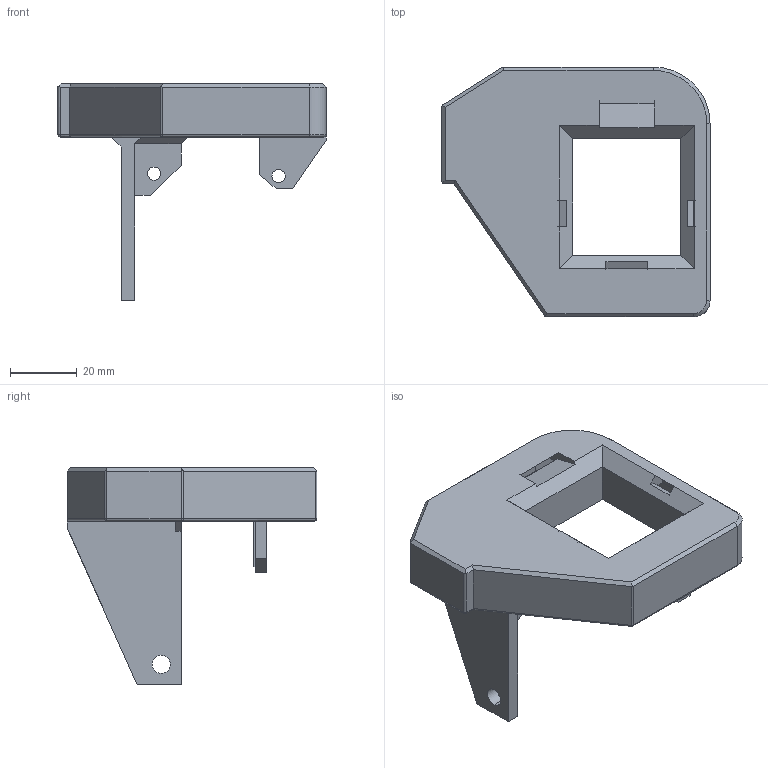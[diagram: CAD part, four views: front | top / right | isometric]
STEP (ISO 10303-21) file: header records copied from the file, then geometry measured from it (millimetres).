
FILE_DESCRIPTION (( 'STEP AP203' ), '1' );
FILE_NAME ('PP-GP0342 blower duct v3.STEP', '2020-05-29T21:48:45', ( '' ), ( '' ), 'SwSTEP 2.0', 'SolidWorks 2020', '' );
FILE_SCHEMA (( 'CONFIG_CONTROL_DESIGN' ));
Length unit declared in the file: millimetre
Products named in the file (1): PP-GP0342 blower duct v3
Bounding box: 80.5 x 75 x 65 mm (x, y, z)
Volume: 34928.7 mm3; surface area: 28271.1 mm2
Topology: 1 solids, 1 shells, 130 faces, 354 edges, 219 vertices
Faces by surface type: plane 97, cylinder 24, cone 4, sphere 3, torus 2
Entity records: 4098 total; most frequent: CARTESIAN_POINT 741, ORIENTED_EDGE 704, DIRECTION 646, EDGE_CURVE 352, LINE 294, VECTOR 294, VERTEX_POINT 219, AXIS2_PLACEMENT_3D 176
